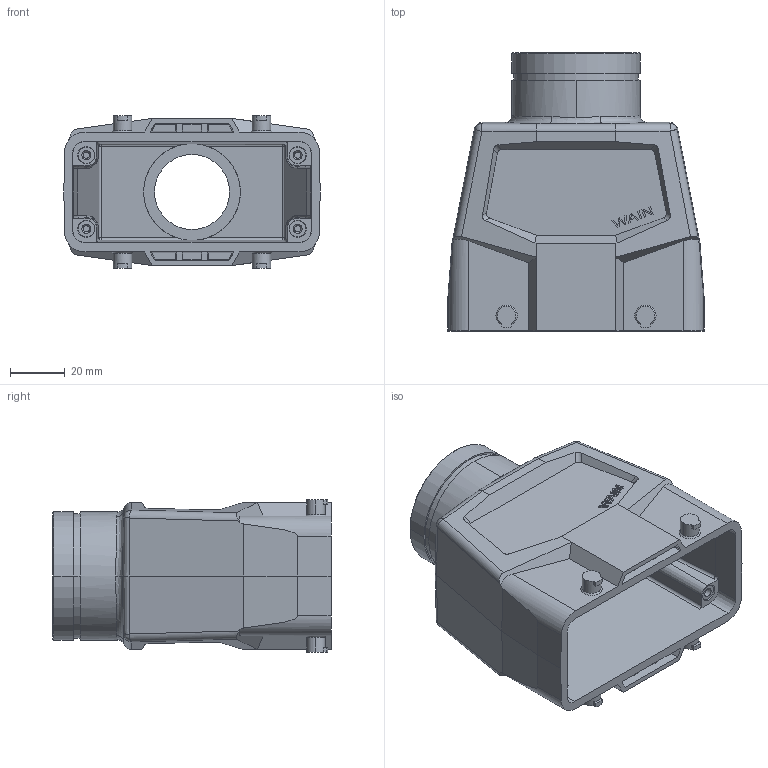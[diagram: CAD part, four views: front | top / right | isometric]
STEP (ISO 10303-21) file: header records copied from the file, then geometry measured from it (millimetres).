
FILE_DESCRIPTION((''),'2;1');
FILE_NAME('1','2023-12-29T',('yp.zhu'),(''),'PRO/ENGINEER BY PARAMETRIC TECHNOLOGY CORPORATION, 2012480','PRO/ENGINEER BY PARAMETRIC TECHNOLOGY CORPORATION, 2012480','');
FILE_SCHEMA(('CONFIG_CONTROL_DESIGN'));
Length unit declared in the file: inch
Products named in the file (1): 1
Bounding box: 94 x 102 x 56 mm (x, y, z)
Volume: 123767.9 mm3; surface area: 56701.4 mm2
Topology: 1 solids, 1 shells, 487 faces, 1320 edges, 855 vertices
Faces by surface type: plane 234, cylinder 155, cone 44, extrusion 20, bspline 18, sphere 8, torus 8
Entity records: 19629 total; most frequent: CARTESIAN_POINT 7621, ORIENTED_EDGE 2584, DIRECTION 2329, EDGE_CURVE 1292, VERTEX_POINT 849, AXIS2_PLACEMENT_3D 779, VECTOR 771, LINE 751
